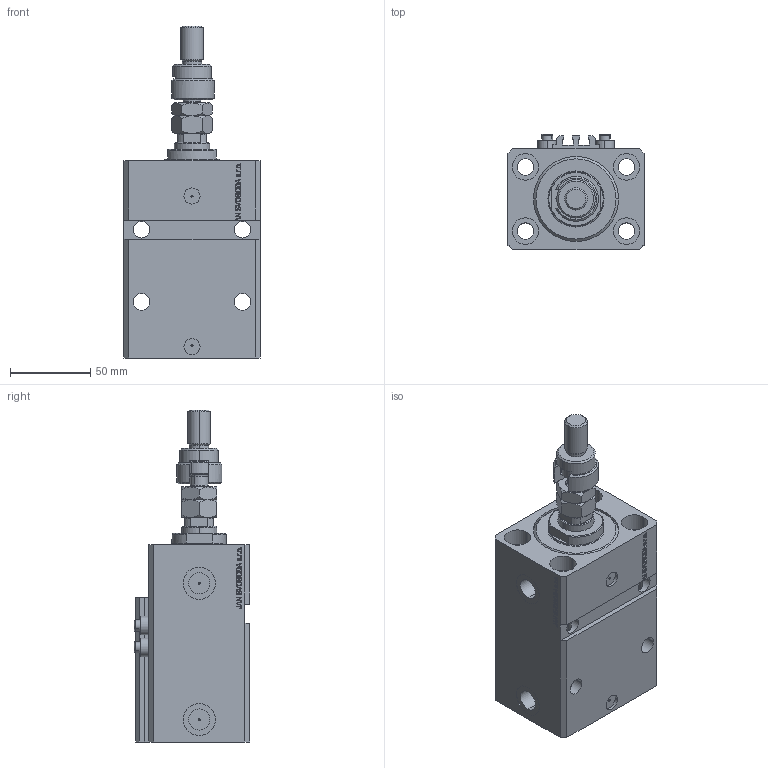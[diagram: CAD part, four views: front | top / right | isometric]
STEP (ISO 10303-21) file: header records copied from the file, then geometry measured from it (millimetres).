
FILE_DESCRIPTION (( 'STEP AP203' ), '1' );
FILE_NAME ('2789.STEP', '2025-09-04T12:47:42', ( '' ), ( '' ), 'SwSTEP 2.0', 'SolidWorks 2019', '' );
FILE_SCHEMA (( 'CONFIG_CONTROL_DESIGN' ));
Length unit declared in the file: millimetre
Products named in the file (8): 2789; MFA 7aa156801e7484e4333e49c861b51bc6; FEMALE_PART_FOR_DFA 7aa156801e7484e4333e49c861b51bc6; DFA 7aa156801e7484e4333e49c861b51bc6; V250CE_VC_E 7aa156801e7484e4333e49c861b51bc6; V250CE_C_VCP 7aa156801e7484e4333e49c861b51bc6; V250CE_E_Body 7aa156801e7484e4333e49c861b51bc6; ALLEN BOLT V250CE 7aa156801e7484e4333e49c861b51bc6
Assembly tree (10 placements, depth 3):
  2789
    V250CE_E_Body 7aa156801e7484e4333e49c861b51bc6
    ALLEN BOLT V250CE 7aa156801e7484e4333e49c861b51bc6  x4
    V250CE_C_VCP 7aa156801e7484e4333e49c861b51bc6
    V250CE_VC_E 7aa156801e7484e4333e49c861b51bc6
    DFA 7aa156801e7484e4333e49c861b51bc6
      FEMALE_PART_FOR_DFA 7aa156801e7484e4333e49c861b51bc6
      MFA 7aa156801e7484e4333e49c861b51bc6
Bounding box: 85 x 72 x 207 mm (x, y, z)
Volume: 574930.9 mm3; surface area: 128445.4 mm2
Topology: 10 solids, 10 shells, 1208 faces, 2993 edges, 1917 vertices
Faces by surface type: plane 567, bspline 356, cylinder 171, cone 96, torus 18
Entity records: 51454 total; most frequent: CARTESIAN_POINT 25865, ORIENTED_EDGE 5676, DIRECTION 3910, EDGE_CURVE 2838, VERTEX_POINT 1833, VECTOR 1674, LINE 1674, EDGE_LOOP 1279
